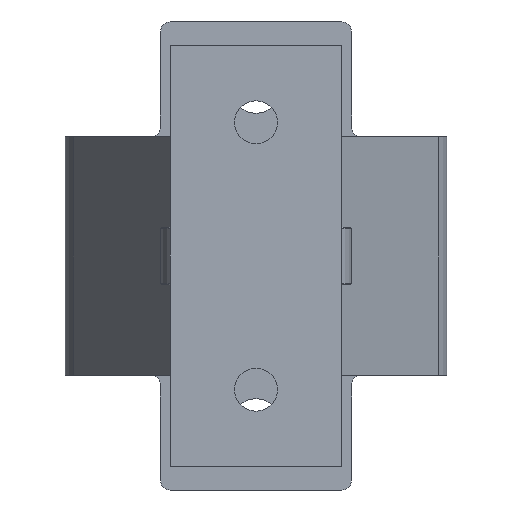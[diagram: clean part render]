
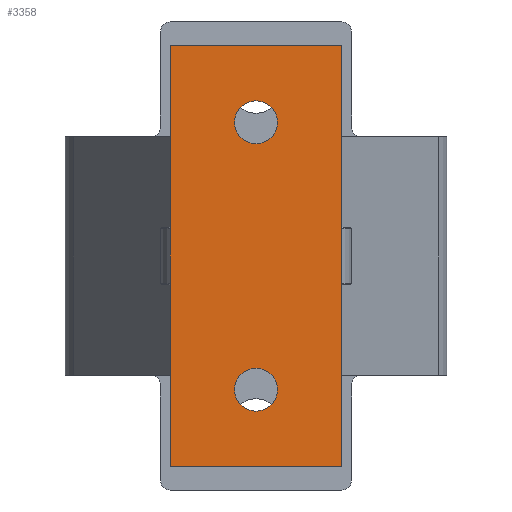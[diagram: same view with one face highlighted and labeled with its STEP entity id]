
A CAD part, front view. The second image highlights one B-rep face of the part: STEP entity #3358.
In plain terms, the highlighted planar face has unit normal (0, -1, 0).
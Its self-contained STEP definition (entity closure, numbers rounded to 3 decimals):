
#54=FACE_BOUND('',#570,.T.);
#55=FACE_BOUND('',#571,.T.);
#153=PLANE('',#3748);
#349=FACE_OUTER_BOUND('',#569,.T.);
#569=EDGE_LOOP('',(#2888,#2889,#2890,#2891));
#570=EDGE_LOOP('',(#2892));
#571=EDGE_LOOP('',(#2893));
#816=LINE('',#5721,#1061);
#819=LINE('',#5726,#1064);
#821=LINE('',#5730,#1066);
#845=LINE('',#5911,#1090);
#1061=VECTOR('',#4561,10.);
#1064=VECTOR('',#4566,10.);
#1066=VECTOR('',#4570,10.);
#1090=VECTOR('',#4766,10.);
#1264=CIRCLE('',#3741,2.25);
#1266=CIRCLE('',#3745,2.25);
#1504=VERTEX_POINT('',#5718);
#1505=VERTEX_POINT('',#5720);
#1506=VERTEX_POINT('',#5724);
#1507=VERTEX_POINT('',#5728);
#1546=VERTEX_POINT('',#5900);
#1548=VERTEX_POINT('',#5906);
#1917=EDGE_CURVE('',#1505,#1504,#816,.T.);
#1920=EDGE_CURVE('',#1504,#1506,#819,.T.);
#1922=EDGE_CURVE('',#1507,#1506,#821,.T.);
#1994=EDGE_CURVE('',#1546,#1546,#1264,.T.);
#1996=EDGE_CURVE('',#1548,#1548,#1266,.T.);
#1997=EDGE_CURVE('',#1507,#1505,#845,.T.);
#2888=ORIENTED_EDGE('',*,*,#1920,.T.);
#2889=ORIENTED_EDGE('',*,*,#1922,.F.);
#2890=ORIENTED_EDGE('',*,*,#1997,.T.);
#2891=ORIENTED_EDGE('',*,*,#1917,.T.);
#2892=ORIENTED_EDGE('',*,*,#1996,.T.);
#2893=ORIENTED_EDGE('',*,*,#1994,.T.);
#3358=ADVANCED_FACE('',(#349,#54,#55),#153,.T.);
#3741=AXIS2_PLACEMENT_3D('',#5901,#4750,#4751);
#3745=AXIS2_PLACEMENT_3D('',#5907,#4758,#4759);
#3748=AXIS2_PLACEMENT_3D('',#5910,#4764,#4765);
#4561=DIRECTION('',(0.,0.,1.));
#4566=DIRECTION('',(-1.,0.,0.));
#4570=DIRECTION('',(0.,0.,1.));
#4750=DIRECTION('center_axis',(0.,1.,0.));
#4751=DIRECTION('ref_axis',(1.,0.,0.));
#4758=DIRECTION('center_axis',(0.,1.,0.));
#4759=DIRECTION('ref_axis',(1.,0.,0.));
#4764=DIRECTION('center_axis',(0.,-1.,0.));
#4765=DIRECTION('ref_axis',(0.,0.,-1.));
#4766=DIRECTION('',(1.,0.,0.));
#5718=CARTESIAN_POINT('',(20.113,-76.619,37.452));
#5720=CARTESIAN_POINT('',(20.113,-76.619,-6.548));
#5721=CARTESIAN_POINT('',(20.113,-76.619,-6.548));
#5724=CARTESIAN_POINT('',(2.113,-76.619,37.452));
#5726=CARTESIAN_POINT('',(2.113,-76.619,37.452));
#5728=CARTESIAN_POINT('',(2.113,-76.619,-6.548));
#5730=CARTESIAN_POINT('',(2.113,-76.619,-6.548));
#5900=CARTESIAN_POINT('',(13.363,-76.619,1.452));
#5901=CARTESIAN_POINT('Origin',(11.113,-76.619,1.452));
#5906=CARTESIAN_POINT('',(13.363,-76.619,29.452));
#5907=CARTESIAN_POINT('Origin',(11.113,-76.619,29.452));
#5910=CARTESIAN_POINT('Origin',(20.113,-76.619,-6.548));
#5911=CARTESIAN_POINT('',(2.113,-76.619,-6.548));
